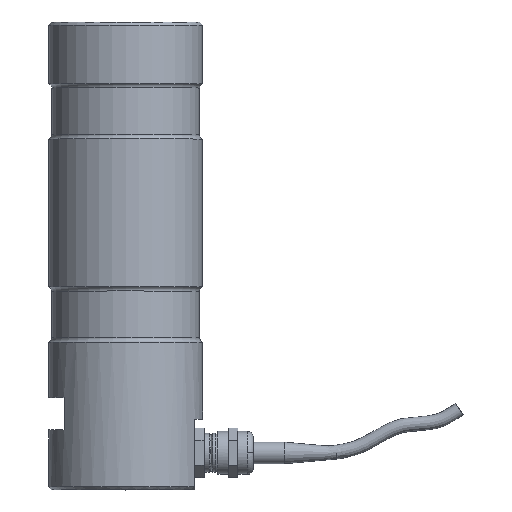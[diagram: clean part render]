
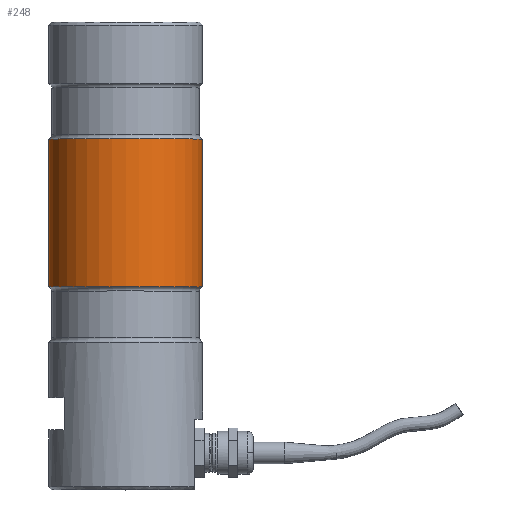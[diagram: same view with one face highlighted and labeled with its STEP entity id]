
A CAD part, top view. The second image highlights one B-rep face of the part: STEP entity #248.
In plain terms, the highlighted cylindrical face has radius 25 mm (diameter 50 mm), a full revolution.
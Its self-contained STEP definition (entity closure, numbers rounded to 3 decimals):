
#248 = ADVANCED_FACE( '', ( #511, #512 ), #513, .T. );
#511 = FACE_OUTER_BOUND( '', #1380, .T. );
#512 = FACE_OUTER_BOUND( '', #1381, .T. );
#513 = CYLINDRICAL_SURFACE( '', #1382, 25. );
#1380 = EDGE_LOOP( '', ( #1844 ) );
#1381 = EDGE_LOOP( '', ( #1845 ) );
#1382 = AXIS2_PLACEMENT_3D( '', #1846, #1847, #1848 );
#1844 = ORIENTED_EDGE( '', *, *, #2414, .T. );
#1845 = ORIENTED_EDGE( '', *, *, #2415, .F. );
#1846 = CARTESIAN_POINT( '', ( 0., 152., 0. ) );
#1847 = DIRECTION( '', ( 0., 1., 0. ) );
#1848 = DIRECTION( '', ( 0., 0., -1. ) );
#2414 = EDGE_CURVE( '', #2772, #2772, #2773, .T. );
#2415 = EDGE_CURVE( '', #2774, #2774, #2775, .T. );
#2772 = VERTEX_POINT( '', #3904 );
#2773 = CIRCLE( '', #3905, 25. );
#2774 = VERTEX_POINT( '', #3906 );
#2775 = CIRCLE( '', #3907, 25. );
#3904 = CARTESIAN_POINT( '', ( 25., 66., 0. ) );
#3905 = AXIS2_PLACEMENT_3D( '', #4541, #4542, #4543 );
#3906 = CARTESIAN_POINT( '', ( 25., 114., 0. ) );
#3907 = AXIS2_PLACEMENT_3D( '', #4544, #4545, #4546 );
#4541 = CARTESIAN_POINT( '', ( 0., 66., 0. ) );
#4542 = DIRECTION( '', ( 0., 1., 0. ) );
#4543 = DIRECTION( '', ( 1., 0., 0. ) );
#4544 = CARTESIAN_POINT( '', ( 0., 114., 0. ) );
#4545 = DIRECTION( '', ( 0., 1., 0. ) );
#4546 = DIRECTION( '', ( 1., 0., 0. ) );
